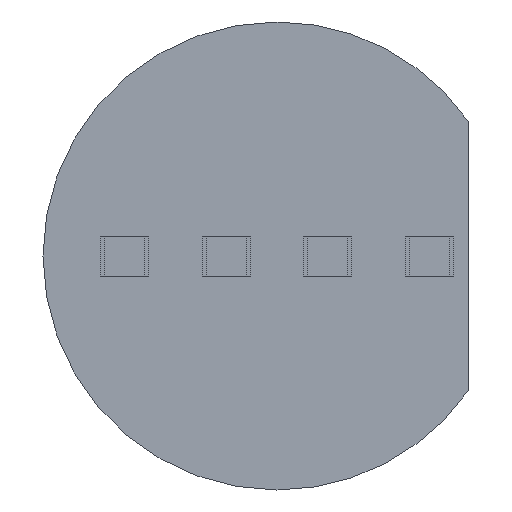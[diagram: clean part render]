
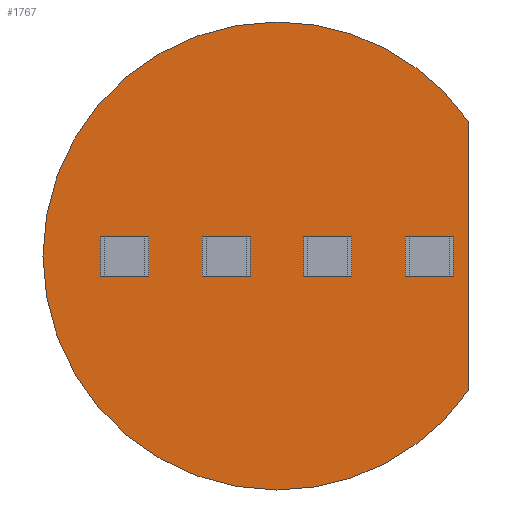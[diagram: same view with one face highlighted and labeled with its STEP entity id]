
A CAD part, front view. The second image highlights one B-rep face of the part: STEP entity #1767.
In plain terms, the highlighted planar face has unit normal (0, -1, 0).
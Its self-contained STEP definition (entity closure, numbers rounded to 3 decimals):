
#8 = DIRECTION ( 'NONE',  ( 0., 0., 1. ) ) ;
#62 = EDGE_CURVE ( 'NONE', #559, #700, #1344, .T. ) ;
#115 = CARTESIAN_POINT ( 'NONE',  ( 0., 0., 0. ) ) ;
#118 = EDGE_CURVE ( 'NONE', #1533, #1747, #1146, .T. ) ;
#133 = EDGE_CURVE ( 'NONE', #1747, #559, #2020, .T. ) ;
#142 = AXIS2_PLACEMENT_3D ( 'NONE', #115, #1759, #952 ) ;
#233 = AXIS2_PLACEMENT_3D ( 'NONE', #308, #1768, #8 ) ;
#308 = CARTESIAN_POINT ( 'NONE',  ( 0., 0., 0. ) ) ;
#386 = CARTESIAN_POINT ( 'NONE',  ( 0., 0., 2.925 ) ) ;
#451 = DIRECTION ( 'NONE',  ( 0., 1., 0. ) ) ;
#475 = DIRECTION ( 'NONE',  ( 0., 0., 1. ) ) ;
#537 = AXIS2_PLACEMENT_3D ( 'NONE', #786, #1267, #1110 ) ;
#559 = VERTEX_POINT ( 'NONE', #386 ) ;
#570 = DIRECTION ( 'NONE',  ( 0., 0., 1. ) ) ;
#604 = CARTESIAN_POINT ( 'NONE',  ( 0., 0., -2.925 ) ) ;
#700 = VERTEX_POINT ( 'NONE', #1737 ) ;
#731 = ORIENTED_EDGE ( 'NONE', *, *, #118, .F. ) ;
#748 = VECTOR ( 'NONE', #570, 1000. ) ;
#786 = CARTESIAN_POINT ( 'NONE',  ( 0., 0., 0. ) ) ;
#853 = CARTESIAN_POINT ( 'NONE',  ( 2.4, 0., -1.672 ) ) ;
#952 = DIRECTION ( 'NONE',  ( 0., 0., 1. ) ) ;
#956 = ORIENTED_EDGE ( 'NONE', *, *, #62, .F. ) ;
#1066 = LINE ( 'NONE', #2030, #748 ) ;
#1110 = DIRECTION ( 'NONE',  ( 0., 0., 1. ) ) ;
#1146 = CIRCLE ( 'NONE', #233, 2.925 ) ;
#1198 = EDGE_LOOP ( 'NONE', ( #1722, #956, #1798, #731 ) ) ;
#1267 = DIRECTION ( 'NONE',  ( 0., 1., 0. ) ) ;
#1277 = CARTESIAN_POINT ( 'NONE',  ( 0., 0., 0. ) ) ;
#1344 = CIRCLE ( 'NONE', #537, 2.925 ) ;
#1413 = FACE_OUTER_BOUND ( 'NONE', #1198, .T. ) ;
#1533 = VERTEX_POINT ( 'NONE', #853 ) ;
#1555 = PLANE ( 'NONE',  #142 ) ;
#1643 = EDGE_CURVE ( 'NONE', #1533, #700, #1066, .T. ) ;
#1722 = ORIENTED_EDGE ( 'NONE', *, *, #1643, .T. ) ;
#1737 = CARTESIAN_POINT ( 'NONE',  ( 2.4, 0., 1.672 ) ) ;
#1747 = VERTEX_POINT ( 'NONE', #604 ) ;
#1759 = DIRECTION ( 'NONE',  ( 0., 1., 0. ) ) ;
#1767 = ADVANCED_FACE ( 'NONE', ( #1413 ), #1555, .F. ) ;
#1768 = DIRECTION ( 'NONE',  ( 0., 1., 0. ) ) ;
#1798 = ORIENTED_EDGE ( 'NONE', *, *, #133, .F. ) ;
#1877 = AXIS2_PLACEMENT_3D ( 'NONE', #1277, #451, #475 ) ;
#2020 = CIRCLE ( 'NONE', #1877, 2.925 ) ;
#2030 = CARTESIAN_POINT ( 'NONE',  ( 2.4, 0., -1.672 ) ) ;
